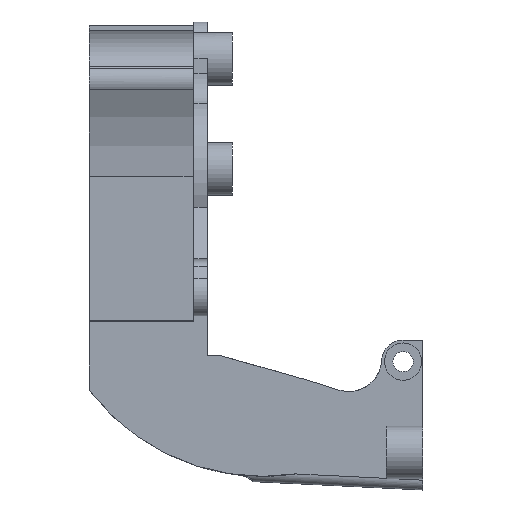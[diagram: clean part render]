
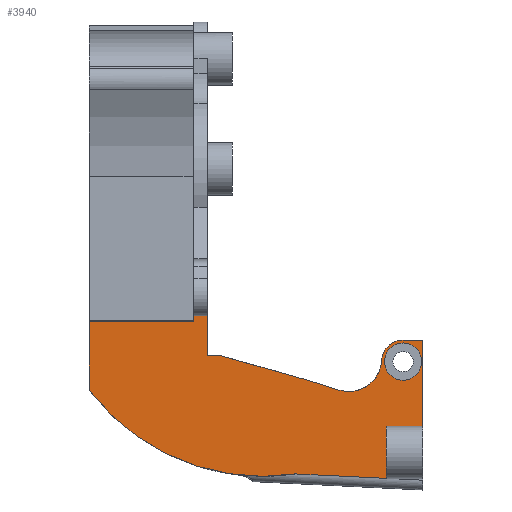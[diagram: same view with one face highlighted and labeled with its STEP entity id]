
A CAD part, left-side view. The second image highlights one B-rep face of the part: STEP entity #3940.
In plain terms, the highlighted planar face has unit normal (-1, 0, 0).
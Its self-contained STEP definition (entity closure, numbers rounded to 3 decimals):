
#22=FACE_BOUND('',#1298,.T.);
#155=CIRCLE('',#4193,33.405);
#156=CIRCLE('',#4194,3.291);
#157=CIRCLE('',#4195,5.);
#158=CIRCLE('',#4196,240.97);
#159=CIRCLE('',#4197,2.85);
#307=LINE('',#5604,#637);
#335=LINE('',#5741,#665);
#341=LINE('',#5785,#671);
#344=LINE('',#5794,#674);
#346=LINE('',#5798,#676);
#347=LINE('',#5800,#677);
#348=LINE('',#5802,#678);
#349=LINE('',#5804,#679);
#350=LINE('',#5806,#680);
#351=LINE('',#5808,#681);
#352=LINE('',#5810,#682);
#353=LINE('',#5812,#683);
#637=VECTOR('',#4532,10.);
#665=VECTOR('',#4604,10.);
#671=VECTOR('',#4622,10.);
#674=VECTOR('',#4629,10.);
#676=VECTOR('',#4633,10.);
#677=VECTOR('',#4634,10.);
#678=VECTOR('',#4635,10.);
#679=VECTOR('',#4636,10.);
#680=VECTOR('',#4637,10.);
#681=VECTOR('',#4638,10.);
#682=VECTOR('',#4641,10.);
#683=VECTOR('',#4642,10.);
#967=PLANE('',#4192);
#1078=FACE_OUTER_BOUND('',#1297,.T.);
#1297=EDGE_LOOP('',(#2766,#2767,#2768,#2769,#2770,#2771,#2772,#2773,#2774,
#2775,#2776,#2777,#2778,#2779,#2780,#2781));
#1298=EDGE_LOOP('',(#2782));
#1656=VERTEX_POINT('',#5601);
#1657=VERTEX_POINT('',#5603);
#1699=VERTEX_POINT('',#5738);
#1700=VERTEX_POINT('',#5740);
#1706=VERTEX_POINT('',#5784);
#1709=VERTEX_POINT('',#5791);
#1710=VERTEX_POINT('',#5793);
#1711=VERTEX_POINT('',#5797);
#1712=VERTEX_POINT('',#5799);
#1713=VERTEX_POINT('',#5801);
#1714=VERTEX_POINT('',#5803);
#1715=VERTEX_POINT('',#5805);
#1716=VERTEX_POINT('',#5807);
#1717=VERTEX_POINT('',#5811);
#1718=VERTEX_POINT('',#5813);
#1719=VERTEX_POINT('',#5815);
#1720=VERTEX_POINT('',#5818);
#2063=EDGE_CURVE('',#1657,#1656,#307,.T.);
#2112=EDGE_CURVE('',#1699,#1700,#335,.T.);
#2122=EDGE_CURVE('',#1706,#1657,#341,.T.);
#2126=EDGE_CURVE('',#1710,#1709,#344,.T.);
#2128=EDGE_CURVE('',#1709,#1711,#346,.F.);
#2129=EDGE_CURVE('',#1712,#1711,#347,.T.);
#2130=EDGE_CURVE('',#1713,#1712,#348,.T.);
#2131=EDGE_CURVE('',#1714,#1713,#349,.T.);
#2132=EDGE_CURVE('',#1714,#1715,#350,.T.);
#2133=EDGE_CURVE('',#1716,#1715,#351,.T.);
#2134=EDGE_CURVE('',#1716,#1700,#155,.T.);
#2135=EDGE_CURVE('',#1699,#1706,#352,.T.);
#2136=EDGE_CURVE('',#1717,#1656,#353,.T.);
#2137=EDGE_CURVE('',#1718,#1717,#156,.T.);
#2138=EDGE_CURVE('',#1718,#1719,#157,.F.);
#2139=EDGE_CURVE('',#1719,#1710,#158,.T.);
#2140=EDGE_CURVE('',#1720,#1720,#159,.T.);
#2766=ORIENTED_EDGE('',*,*,#2126,.T.);
#2767=ORIENTED_EDGE('',*,*,#2128,.T.);
#2768=ORIENTED_EDGE('',*,*,#2129,.F.);
#2769=ORIENTED_EDGE('',*,*,#2130,.F.);
#2770=ORIENTED_EDGE('',*,*,#2131,.F.);
#2771=ORIENTED_EDGE('',*,*,#2132,.T.);
#2772=ORIENTED_EDGE('',*,*,#2133,.F.);
#2773=ORIENTED_EDGE('',*,*,#2134,.T.);
#2774=ORIENTED_EDGE('',*,*,#2112,.F.);
#2775=ORIENTED_EDGE('',*,*,#2135,.T.);
#2776=ORIENTED_EDGE('',*,*,#2122,.T.);
#2777=ORIENTED_EDGE('',*,*,#2063,.T.);
#2778=ORIENTED_EDGE('',*,*,#2136,.F.);
#2779=ORIENTED_EDGE('',*,*,#2137,.F.);
#2780=ORIENTED_EDGE('',*,*,#2138,.T.);
#2781=ORIENTED_EDGE('',*,*,#2139,.T.);
#2782=ORIENTED_EDGE('',*,*,#2140,.T.);
#3940=ADVANCED_FACE('',(#1078,#22),#967,.T.);
#4192=AXIS2_PLACEMENT_3D('',#5796,#4631,#4632);
#4193=AXIS2_PLACEMENT_3D('',#5809,#4639,#4640);
#4194=AXIS2_PLACEMENT_3D('',#5814,#4643,#4644);
#4195=AXIS2_PLACEMENT_3D('',#5816,#4645,#4646);
#4196=AXIS2_PLACEMENT_3D('',#5817,#4647,#4648);
#4197=AXIS2_PLACEMENT_3D('',#5819,#4649,#4650);
#4532=DIRECTION('',(0.,0.,1.));
#4604=DIRECTION('',(0.,0.999,0.049));
#4622=DIRECTION('',(0.,-1.,0.));
#4629=DIRECTION('',(0.,0.963,0.271));
#4631=DIRECTION('center_axis',(-1.,0.,0.));
#4632=DIRECTION('ref_axis',(0.,0.,1.));
#4633=DIRECTION('',(0.,-1.,0.));
#4634=DIRECTION('',(0.,0.,-1.));
#4635=DIRECTION('',(0.,-1.,0.));
#4636=DIRECTION('',(0.,0.,1.));
#4637=DIRECTION('',(0.,1.,0.));
#4638=DIRECTION('',(0.,0.,1.));
#4639=DIRECTION('center_axis',(-1.,0.,0.));
#4640=DIRECTION('ref_axis',(0.,0.721,-0.693));
#4641=DIRECTION('',(0.,0.,1.));
#4642=DIRECTION('',(0.,-1.,0.));
#4643=DIRECTION('center_axis',(1.,0.,0.));
#4644=DIRECTION('ref_axis',(0.,0.,1.));
#4645=DIRECTION('center_axis',(-1.,0.,0.));
#4646=DIRECTION('ref_axis',(0.,-0.306,0.952));
#4647=DIRECTION('center_axis',(-1.,0.,0.));
#4648=DIRECTION('ref_axis',(0.,-0.294,0.956));
#4649=DIRECTION('center_axis',(1.,0.,0.));
#4650=DIRECTION('ref_axis',(0.,-1.,0.));
#5601=CARTESIAN_POINT('',(-11.1,71.163,-149.634));
#5603=CARTESIAN_POINT('',(-11.1,71.163,-162.813));
#5604=CARTESIAN_POINT('',(-11.1,71.163,-145.737));
#5738=CARTESIAN_POINT('',(-11.1,76.763,-170.764));
#5740=CARTESIAN_POINT('',(-11.1,90.533,-170.086));
#5741=CARTESIAN_POINT('',(-11.1,92.348,-169.996));
#5784=CARTESIAN_POINT('',(-11.1,76.763,-162.813));
#5785=CARTESIAN_POINT('',(-11.1,99.378,-162.813));
#5791=CARTESIAN_POINT('',(-11.1,102.036,-152.017));
#5793=CARTESIAN_POINT('',(-11.1,94.338,-154.186));
#5794=CARTESIAN_POINT('',(-11.1,101.989,-152.03));
#5796=CARTESIAN_POINT('Origin',(-11.1,110.993,-154.676));
#5797=CARTESIAN_POINT('',(-11.1,104.118,-152.017));
#5798=CARTESIAN_POINT('',(-11.1,100.442,-152.017));
#5799=CARTESIAN_POINT('',(-11.1,104.118,-145.789));
#5800=CARTESIAN_POINT('',(-11.1,104.118,-149.309));
#5801=CARTESIAN_POINT('',(-11.1,106.118,-145.789));
#5802=CARTESIAN_POINT('',(-11.1,102.368,-145.789));
#5803=CARTESIAN_POINT('',(-11.1,106.118,-146.831));
#5804=CARTESIAN_POINT('',(-11.1,106.118,-146.355));
#5805=CARTESIAN_POINT('',(-11.1,122.118,-146.831));
#5806=CARTESIAN_POINT('',(-11.1,118.618,-146.831));
#5807=CARTESIAN_POINT('',(-11.1,122.118,-157.288));
#5808=CARTESIAN_POINT('',(-11.1,122.118,-152.356));
#5809=CARTESIAN_POINT('Origin',(-11.1,95.536,-137.058));
#5810=CARTESIAN_POINT('',(-11.1,76.763,-161.12));
#5811=CARTESIAN_POINT('',(-11.1,74.163,-149.634));
#5812=CARTESIAN_POINT('',(-11.1,72.436,-149.634));
#5813=CARTESIAN_POINT('',(-11.1,77.45,-152.758));
#5814=CARTESIAN_POINT('Origin',(-11.1,74.163,-152.925));
#5815=CARTESIAN_POINT('',(-11.1,83.974,-157.264));
#5816=CARTESIAN_POINT('Origin',(-11.1,82.444,-152.504));
#5817=CARTESIAN_POINT('Origin',(-11.1,157.75,-386.663));
#5818=CARTESIAN_POINT('',(-11.1,77.013,-152.925));
#5819=CARTESIAN_POINT('Origin',(-11.1,74.163,-152.925));
